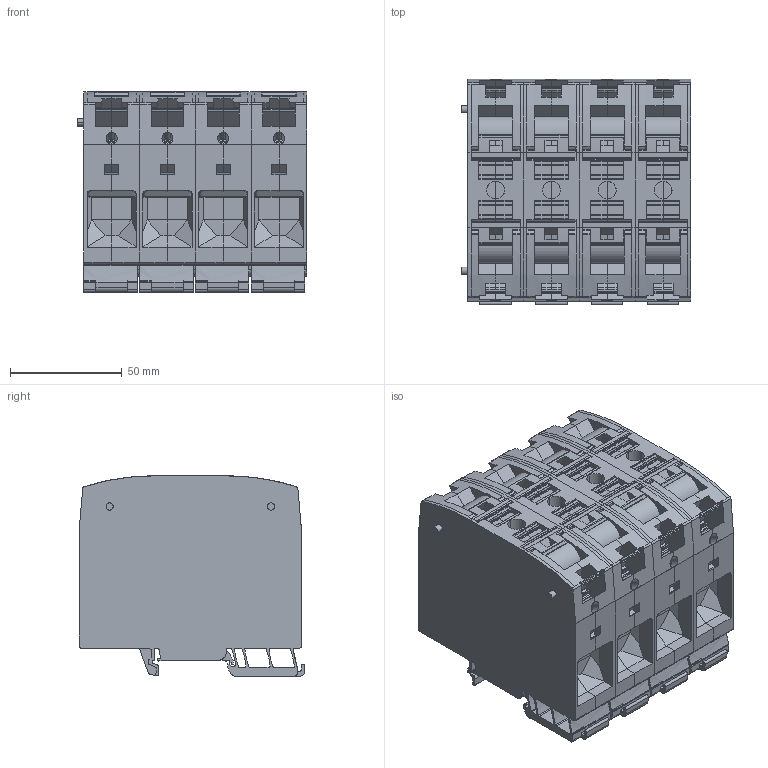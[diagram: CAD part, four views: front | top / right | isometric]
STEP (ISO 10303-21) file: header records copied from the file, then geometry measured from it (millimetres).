
FILE_DESCRIPTION(('CATIA V5 STEP Exchange','CAx-IF Rec.Pracs.--- Model Styling and Organization---1.5--- 2016-08-15','CAx-IF Rec.Pracs.---Supplemental Geometry---1.0---2011-11-01','CAx-IF Rec.Pracs.--- Composite Materials ---1.1---2010-07-15'),'2;1');
FILE_NAME ('1148599-10_3', '2024-10-14T05:29:58+00:00', ('none'), ('Weidmueller'), 'CATIA Version 5-6 Release 2022 SP4 HF5', 'CATIA V5 STEP AP214 v3', 'none');
FILE_SCHEMA(('AUTOMOTIVE_DESIGN { 1 0 10303 214 1 1 1 1 }'));
Products named in the file (1): 2694130000
Bounding box: 103 x 100.97 x 89.65 mm (x, y, z)
Volume: 722308.9 mm3; surface area: 204052.8 mm2
Topology: 24 solids, 56 shells, 2986 faces, 8672 edges, 5788 vertices
Faces by surface type: plane 1690, cylinder 1200, extrusion 32, cone 32, torus 32
Entity records: 99879 total; most frequent: CARTESIAN_POINT 20394, ORIENTED_EDGE 17344, DIRECTION 13641, EDGE_CURVE 8672, VECTOR 5860, LINE 5828, VERTEX_POINT 5788, AXIS2_PLACEMENT_3D 5107
